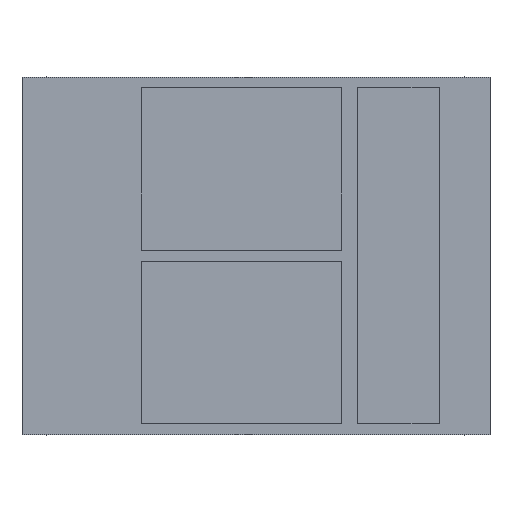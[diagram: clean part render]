
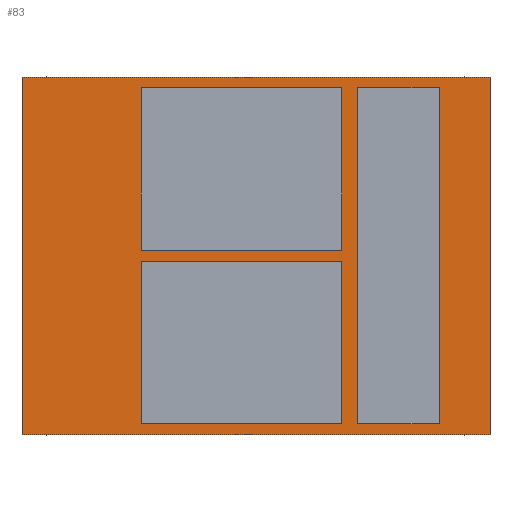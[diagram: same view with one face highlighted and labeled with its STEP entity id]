
A CAD part, top view. The second image highlights one B-rep face of the part: STEP entity #83.
In plain terms, the highlighted planar face has unit normal (0, 0, 1).
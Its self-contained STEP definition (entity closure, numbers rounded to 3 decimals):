
#83=ADVANCED_FACE('',(#139),#811,.T.);
#139=FACE_OUTER_BOUND('',#195,.T.);
#195=EDGE_LOOP('',(#432,#433,#434,#435));
#432=ORIENTED_EDGE('',*,*,#546,.T.);
#433=ORIENTED_EDGE('',*,*,#550,.T.);
#434=ORIENTED_EDGE('',*,*,#553,.T.);
#435=ORIENTED_EDGE('',*,*,#555,.T.);
#546=EDGE_CURVE('',#751,#750,#666,.T.);
#550=EDGE_CURVE('',#750,#753,#670,.T.);
#553=EDGE_CURVE('',#753,#755,#673,.T.);
#555=EDGE_CURVE('',#755,#751,#675,.T.);
#666=B_SPLINE_CURVE_WITH_KNOTS('',1,(#1374,#1375),.UNSPECIFIED.,.F.,.F.,
(2,2),(0.,43.2),.UNSPECIFIED.);
#670=B_SPLINE_CURVE_WITH_KNOTS('',1,(#1382,#1383),.UNSPECIFIED.,.F.,.F.,
(2,2),(43.2,76.2),.UNSPECIFIED.);
#673=B_SPLINE_CURVE_WITH_KNOTS('',1,(#1388,#1389),.UNSPECIFIED.,.F.,.F.,
(2,2),(76.2,119.4),.UNSPECIFIED.);
#675=B_SPLINE_CURVE_WITH_KNOTS('',1,(#1392,#1393),.UNSPECIFIED.,.F.,.F.,
(2,2),(119.4,152.4),.UNSPECIFIED.);
#750=VERTEX_POINT('',#1364);
#751=VERTEX_POINT('',#1365);
#753=VERTEX_POINT('',#1367);
#755=VERTEX_POINT('',#1369);
#811=PLANE('',#955);
#955=AXIS2_PLACEMENT_3D('',#1361,#1014,$);
#1014=DIRECTION('',(0.,0.,1.));
#1361=CARTESIAN_POINT('',(-21.55,-16.5,1.6));
#1364=CARTESIAN_POINT('',(21.65,-16.5,1.6));
#1365=CARTESIAN_POINT('',(-21.55,-16.5,1.6));
#1367=CARTESIAN_POINT('',(21.65,16.5,1.6));
#1369=CARTESIAN_POINT('',(-21.55,16.5,1.6));
#1374=CARTESIAN_POINT('',(-21.55,-16.5,1.6));
#1375=CARTESIAN_POINT('',(21.65,-16.5,1.6));
#1382=CARTESIAN_POINT('',(21.65,-16.5,1.6));
#1383=CARTESIAN_POINT('',(21.65,16.5,1.6));
#1388=CARTESIAN_POINT('',(21.65,16.5,1.6));
#1389=CARTESIAN_POINT('',(-21.55,16.5,1.6));
#1392=CARTESIAN_POINT('',(-21.55,16.5,1.6));
#1393=CARTESIAN_POINT('',(-21.55,-16.5,1.6));
